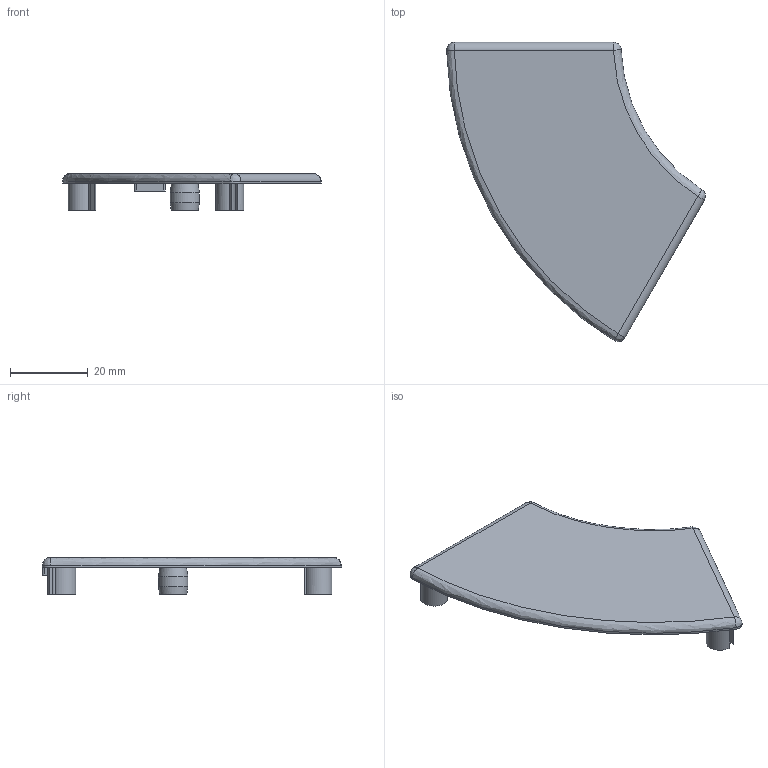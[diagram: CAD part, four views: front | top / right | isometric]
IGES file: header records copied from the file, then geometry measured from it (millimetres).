
Global section: file name: 224560R; native system: Autodesk Inventor 2021; preprocessor: unknown; author: Rosický,; organization: 11; date: 20221004.091911; units: millimetre
Bounding box: 66.77 x 77.19 x 9.5 mm (x, y, z)
Volume: 8195.5 mm3; surface area: 7532.7 mm2
Topology: 1 solids, 1 shells, 53 faces, 132 edges, 83 vertices
Faces by surface type: bspline 53
